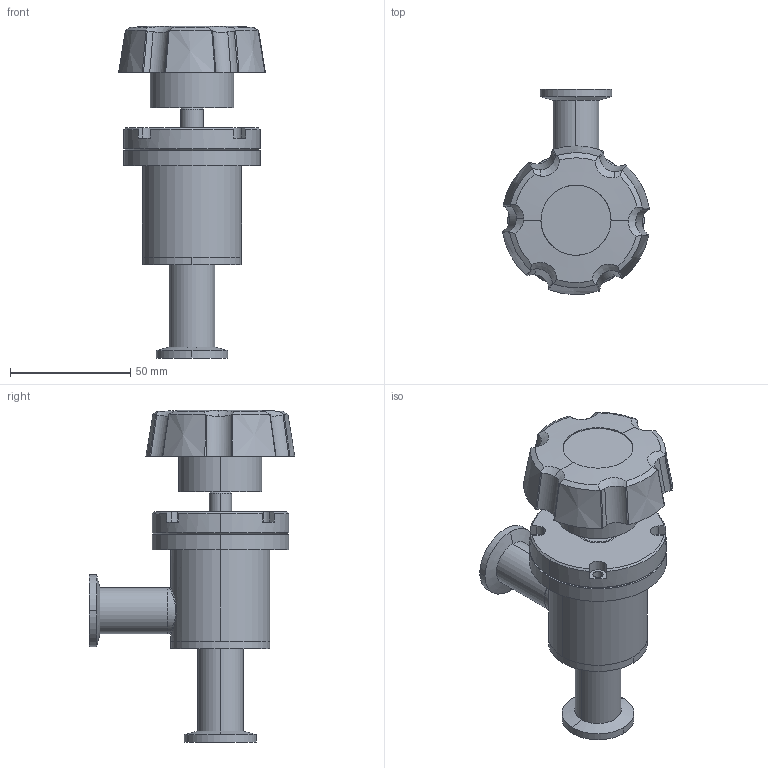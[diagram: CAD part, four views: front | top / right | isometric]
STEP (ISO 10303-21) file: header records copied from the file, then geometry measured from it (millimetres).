
FILE_DESCRIPTION (( 'STEP AP214' ), '1' );
FILE_NAME ('A-750-H-NW16_ANGLE_VALVE_RIGHT_ANGLE_VITON_BONNET_MANUAL.STEP', '2020-03-19T03:23:24', ( 'admin' ), ( 'Microsoft' ), 'SwSTEP 2.0', 'SolidWorks 2016', '' );
FILE_SCHEMA (( 'AUTOMOTIVE_DESIGN' ));
Length unit declared in the file: inch
Products named in the file (1): A-750-H-NW16_ANGLE_VALVE_RIGHT_ANGLE_VITON_BONNET_MANUAL
Bounding box: 61.17 x 85.58 x 138.23 mm (x, y, z)
Volume: 89964.2 mm3; surface area: 64024.1 mm2
Topology: 12 solids, 12 shells, 300 faces, 769 edges, 509 vertices
Faces by surface type: cylinder 127, plane 90, cone 64, bspline 18, sphere 1
Entity records: 11622 total; most frequent: CARTESIAN_POINT 4286, ORIENTED_EDGE 1538, DIRECTION 1426, EDGE_CURVE 769, AXIS2_PLACEMENT_3D 582, VERTEX_POINT 509, EDGE_LOOP 354, FACE_OUTER_BOUND 300
